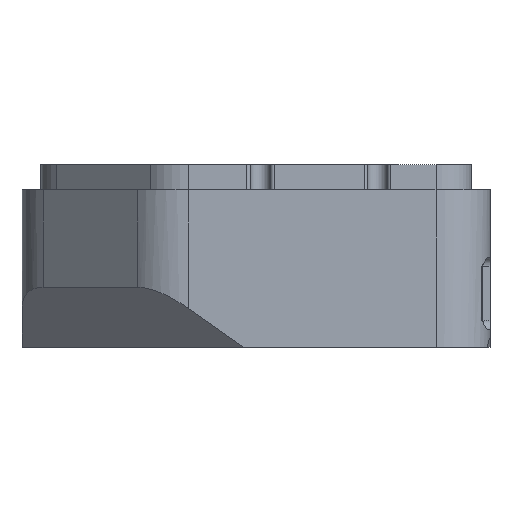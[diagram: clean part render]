
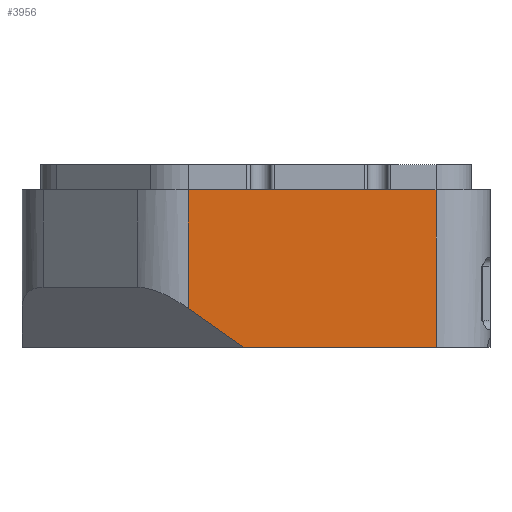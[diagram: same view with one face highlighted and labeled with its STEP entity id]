
A CAD part, left-side view. The second image highlights one B-rep face of the part: STEP entity #3956.
In plain terms, the highlighted planar face has unit normal (-1, 0, 0).
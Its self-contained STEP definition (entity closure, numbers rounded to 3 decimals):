
#2271=CARTESIAN_POINT('',(-88.,-38.641,-6.342));
#2272=VERTEX_POINT('',#2271);
#2280=CARTESIAN_POINT('',(-88.,4.146,-6.342));
#2281=VERTEX_POINT('',#2280);
#2282=CARTESIAN_POINT('',(-88.,-38.641,-6.342));
#2283=DIRECTION('',(0.,1.,0.));
#2284=VECTOR('',#2283,42.787);
#2285=LINE('',#2282,#2284);
#2286=EDGE_CURVE('',#2272,#2281,#2285,.T.);
#3918=CARTESIAN_POINT('',(-88.,-36.641,-2.342));
#3919=DIRECTION('',(-1.,0.,0.));
#3920=DIRECTION('',(-0.,-1.,-0.));
#3921=AXIS2_PLACEMENT_3D('',#3918,#3919,#3920);
#3922=PLANE('',#3921);
#3923=CARTESIAN_POINT('',(-88.,16.388,28.658));
#3924=VERTEX_POINT('',#3923);
#3925=CARTESIAN_POINT('',(-88.,16.388,2.314));
#3926=VERTEX_POINT('',#3925);
#3927=CARTESIAN_POINT('',(-88.,16.388,28.658));
#3928=DIRECTION('',(-0.,0.,-1.));
#3929=VECTOR('',#3928,26.343);
#3930=LINE('',#3927,#3929);
#3931=EDGE_CURVE('',#3924,#3926,#3930,.T.);
#3932=ORIENTED_EDGE('',*,*,#3931,.T.);
#3933=CARTESIAN_POINT('',(-88.,16.388,2.314));
#3934=DIRECTION('',(-0.,-0.816,-0.577));
#3935=VECTOR('',#3934,14.994);
#3936=LINE('',#3933,#3935);
#3937=EDGE_CURVE('',#3926,#2281,#3936,.T.);
#3938=ORIENTED_EDGE('',*,*,#3937,.T.);
#3939=ORIENTED_EDGE('',*,*,#2286,.F.);
#3940=CARTESIAN_POINT('',(-88.,-38.641,28.658));
#3941=VERTEX_POINT('',#3940);
#3942=CARTESIAN_POINT('',(-88.,-38.641,-6.342));
#3943=DIRECTION('',(0.,-0.,1.));
#3944=VECTOR('',#3943,35.);
#3945=LINE('',#3942,#3944);
#3946=EDGE_CURVE('',#2272,#3941,#3945,.T.);
#3947=ORIENTED_EDGE('',*,*,#3946,.T.);
#3948=CARTESIAN_POINT('',(-88.,16.388,28.658));
#3949=DIRECTION('',(-0.,-1.,-0.));
#3950=VECTOR('',#3949,55.029);
#3951=LINE('',#3948,#3950);
#3952=EDGE_CURVE('',#3924,#3941,#3951,.T.);
#3953=ORIENTED_EDGE('',*,*,#3952,.F.);
#3954=EDGE_LOOP('',(#3932,#3938,#3939,#3947,#3953));
#3955=FACE_BOUND('',#3954,.T.);
#3956=ADVANCED_FACE('',(#3955),#3922,.T.);
